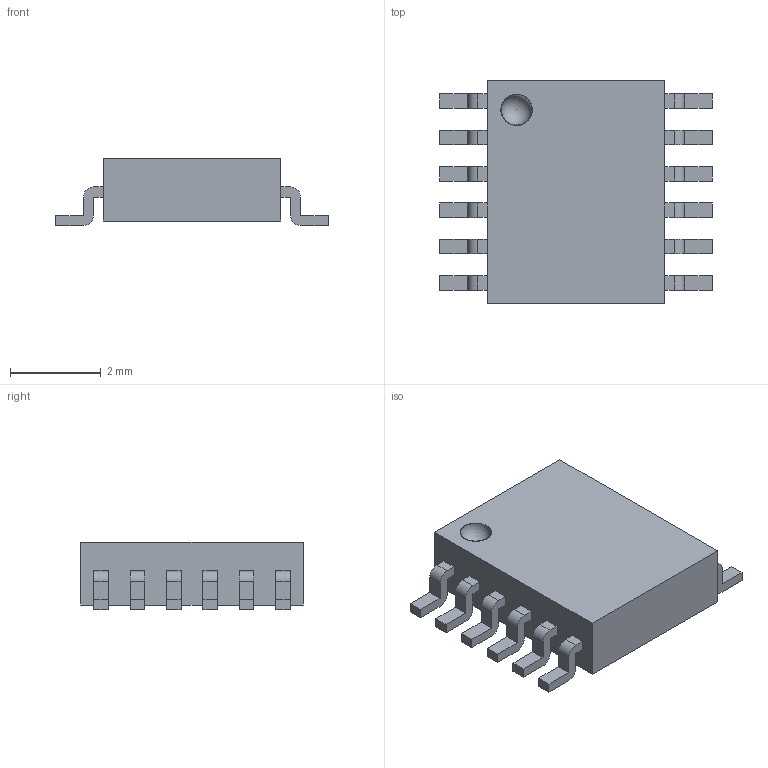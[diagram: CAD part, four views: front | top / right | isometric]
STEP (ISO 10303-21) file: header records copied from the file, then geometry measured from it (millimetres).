
FILE_DESCRIPTION( ( '' ), ' ' );
FILE_NAME( 'POWERSSO-12.step', '2018-03-23T10:09:59', ( '' ), ( '' ), ' ', ' ', ' ' );
FILE_SCHEMA( ( 'AUTOMOTIVE_DESIGN { 1 0 10303 214 1 1 1 1 }' ) );
Length unit declared in the file: metre
Products named in the file (14): Part 14; Part 13; Open CASCADE STEP translator 6.8 26; Open CASCADE STEP translator 6.8 25; Open CASCADE STEP translator 6.8 24; Open CASCADE STEP translator 6.8 23; Open CASCADE STEP translator 6.8 22; Open CASCADE STEP translator 6.8 21; Open CASCADE STEP translator 6.8 20; Open CASCADE STEP translator 6.8 19; Open CASCADE STEP translator 6.8 18; Open CASCADE STEP translator 6.8 17; Open CASCADE STEP translator 6.8 16; Open CASCADE STEP translator 6.8 15
Bounding box: 6 x 4.9 x 1.48 mm (x, y, z)
Volume: 27.5 mm3; surface area: 86.5 mm2
Topology: 14 solids, 14 shells, 154 faces, 381 edges, 254 vertices
Faces by surface type: plane 127, cylinder 24, sphere 3
Entity records: 7697 total; most frequent: CARTESIAN_POINT 863, ORIENTED_EDGE 750, DIRECTION 744, STYLED_ITEM 514, PRESENTATION_STYLE_ASSIGNMENT 514, COLOUR_RGB 514, EDGE_CURVE 375, CURVE_STYLE 360
